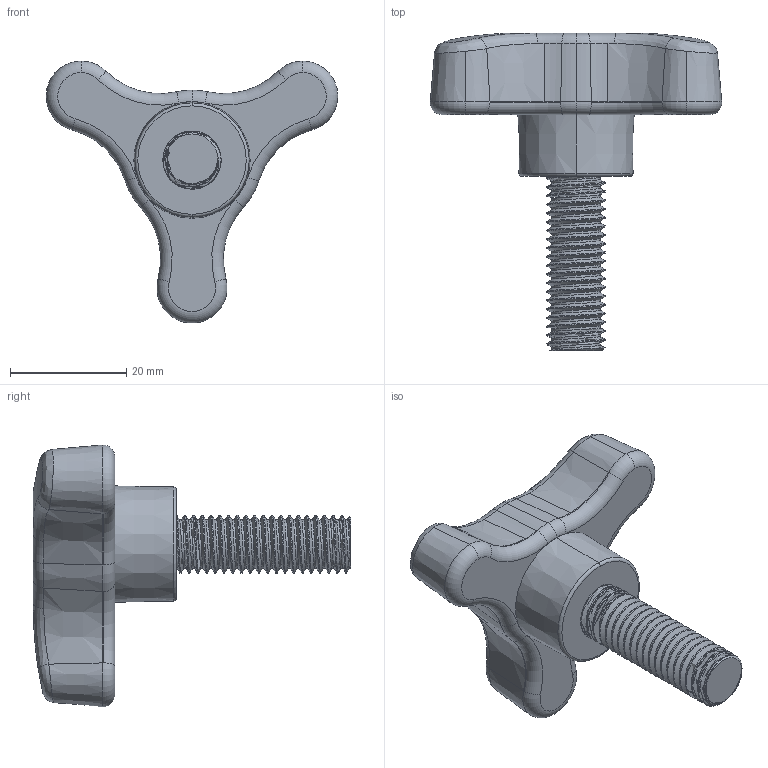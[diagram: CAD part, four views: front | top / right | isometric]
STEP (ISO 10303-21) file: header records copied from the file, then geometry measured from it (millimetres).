
FILE_DESCRIPTION (( 'STEP AP214' ), '1' );
FILE_NAME ('02434-Tri Knob Zinc Ext Thread 30mm M10.STEP', '2018-08-01T23:36:23', ( '' ), ( '' ), 'SwSTEP 2.0', 'SolidWorks 2018', '' );
FILE_SCHEMA (( 'AUTOMOTIVE_DESIGN' ));
Length unit declared in the file: millimetre
Products named in the file (1): 02434-Tri Knob Zinc Ext Thread 30mm M10
Bounding box: 50.16 x 54.6 x 45.06 mm (x, y, z)
Volume: 17716.7 mm3; surface area: 5779.9 mm2
Topology: 1 solids, 1 shells, 383 faces, 1023 edges, 670 vertices
Faces by surface type: plane 173, bspline 111, cylinder 41, torus 37, cone 21
Entity records: 22796 total; most frequent: CARTESIAN_POINT 14153, ORIENTED_EDGE 2046, DIRECTION 1094, EDGE_CURVE 1023, VERTEX_POINT 670, B_SPLINE_CURVE_WITH_KNOTS 556, EDGE_LOOP 411, AXIS2_PLACEMENT_3D 396
